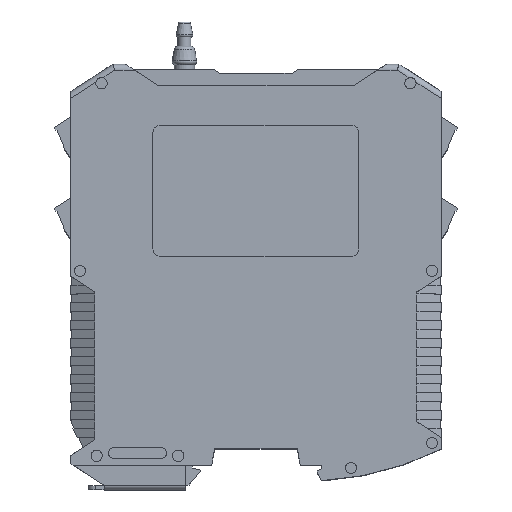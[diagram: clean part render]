
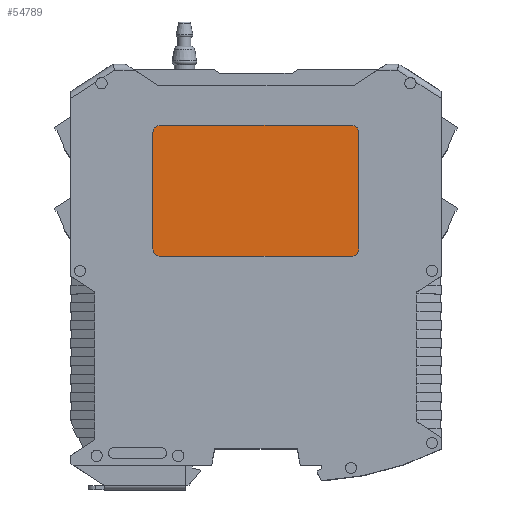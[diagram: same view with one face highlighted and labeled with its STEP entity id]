
A CAD part, top view. The second image highlights one B-rep face of the part: STEP entity #54789.
In plain terms, the highlighted face is planar.
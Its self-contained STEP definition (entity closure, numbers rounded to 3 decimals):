
#4041=FACE_OUTER_BOUND('',#7076,.T.);
#7076=EDGE_LOOP('',(#47538,#47539,#47540,#47541,#47542,#47543,#47544,#47545));
#7665=CIRCLE('',#58020,2.);
#7667=CIRCLE('',#58024,2.);
#7669=CIRCLE('',#58028,2.);
#7671=CIRCLE('',#58032,2.);
#14048=LINE('',#89264,#20456);
#14052=LINE('',#89276,#20460);
#14056=LINE('',#89288,#20464);
#14059=LINE('',#89297,#20467);
#20456=VECTOR('',#70852,51.);
#20460=VECTOR('',#70864,31.);
#20464=VECTOR('',#70876,51.);
#20467=VECTOR('',#70887,31.);
#25365=VERTEX_POINT('',#89254);
#25366=VERTEX_POINT('',#89256);
#25368=VERTEX_POINT('',#89262);
#25370=VERTEX_POINT('',#89268);
#25372=VERTEX_POINT('',#89274);
#25374=VERTEX_POINT('',#89280);
#25376=VERTEX_POINT('',#89286);
#25378=VERTEX_POINT('',#89292);
#32750=EDGE_CURVE('',#25366,#25365,#7665,.T.);
#32754=EDGE_CURVE('',#25365,#25368,#14048,.T.);
#32757=EDGE_CURVE('',#25368,#25370,#7667,.T.);
#32760=EDGE_CURVE('',#25370,#25372,#14052,.T.);
#32763=EDGE_CURVE('',#25372,#25374,#7669,.T.);
#32766=EDGE_CURVE('',#25374,#25376,#14056,.T.);
#32769=EDGE_CURVE('',#25376,#25378,#7671,.T.);
#32771=EDGE_CURVE('',#25378,#25366,#14059,.T.);
#47538=ORIENTED_EDGE('',*,*,#32771,.T.);
#47539=ORIENTED_EDGE('',*,*,#32750,.T.);
#47540=ORIENTED_EDGE('',*,*,#32754,.T.);
#47541=ORIENTED_EDGE('',*,*,#32757,.T.);
#47542=ORIENTED_EDGE('',*,*,#32760,.T.);
#47543=ORIENTED_EDGE('',*,*,#32763,.T.);
#47544=ORIENTED_EDGE('',*,*,#32766,.T.);
#47545=ORIENTED_EDGE('',*,*,#32769,.T.);
#49922=PLANE('',#58035);
#54789=ADVANCED_FACE('',(#4041),#49922,.F.);
#58020=AXIS2_PLACEMENT_3D('',#89257,#70845,#70846);
#58024=AXIS2_PLACEMENT_3D('',#89270,#70858,#70859);
#58028=AXIS2_PLACEMENT_3D('',#89282,#70870,#70871);
#58032=AXIS2_PLACEMENT_3D('',#89294,#70882,#70883);
#58035=AXIS2_PLACEMENT_3D('',#89299,#70890,#70891);
#70845=DIRECTION('center_axis',(0.,0.,-1.));
#70846=DIRECTION('ref_axis',(-1.,0.,0.));
#70852=DIRECTION('',(0.,-1.,0.));
#70858=DIRECTION('center_axis',(0.,0.,-1.));
#70859=DIRECTION('ref_axis',(0.,1.,0.));
#70864=DIRECTION('',(-1.,0.,0.));
#70870=DIRECTION('center_axis',(0.,0.,-1.));
#70871=DIRECTION('ref_axis',(1.,0.,0.));
#70876=DIRECTION('',(0.,1.,0.));
#70882=DIRECTION('center_axis',(0.,0.,-1.));
#70883=DIRECTION('ref_axis',(0.,-1.,0.));
#70887=DIRECTION('',(1.,0.,0.));
#70890=DIRECTION('center_axis',(0.,0.,1.));
#70891=DIRECTION('ref_axis',(1.,0.,0.));
#89254=CARTESIAN_POINT('',(35.,53.,0.));
#89256=CARTESIAN_POINT('',(33.,55.,0.));
#89257=CARTESIAN_POINT('Origin',(33.,53.,0.));
#89262=CARTESIAN_POINT('',(35.,2.,0.));
#89264=CARTESIAN_POINT('',(35.,53.,0.));
#89268=CARTESIAN_POINT('',(33.,0.,0.));
#89270=CARTESIAN_POINT('Origin',(33.,2.,0.));
#89274=CARTESIAN_POINT('',(2.,0.,0.));
#89276=CARTESIAN_POINT('',(33.,0.,0.));
#89280=CARTESIAN_POINT('',(0.,2.,0.));
#89282=CARTESIAN_POINT('Origin',(2.,2.,0.));
#89286=CARTESIAN_POINT('',(0.,53.,0.));
#89288=CARTESIAN_POINT('',(0.,2.,0.));
#89292=CARTESIAN_POINT('',(2.,55.,0.));
#89294=CARTESIAN_POINT('Origin',(2.,53.,0.));
#89297=CARTESIAN_POINT('',(2.,55.,0.));
#89299=CARTESIAN_POINT('Origin',(17.5,27.5,0.));
